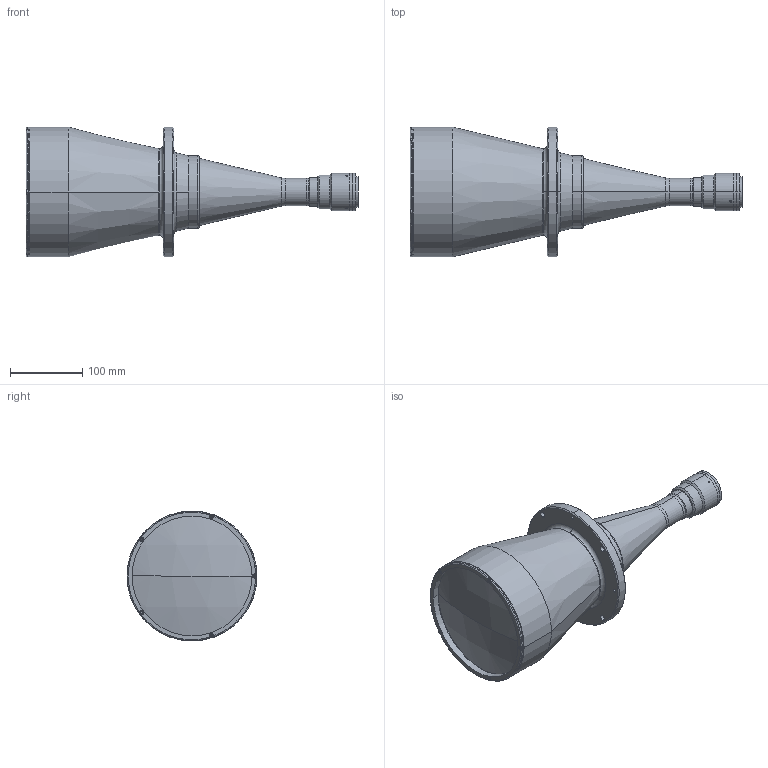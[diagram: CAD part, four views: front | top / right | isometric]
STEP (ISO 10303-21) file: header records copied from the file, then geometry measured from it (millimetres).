
FILE_DESCRIPTION (( 'STEP AP203' ), '1' );
FILE_NAME ('DP71410_TC2MHR120-E.step', '2021-10-04T08:35:13', ( '' ), ( '' ), 'SwSTEP 2.0', 'SolidWorks 2021', '' );
FILE_SCHEMA (( 'CONFIG_CONTROL_DESIGN' ));
Length unit declared in the file: millimetre
Products named in the file (1): DP71410_TC2MHR120-E
Bounding box: 460.16 x 180 x 180 mm (x, y, z)
Surface area: 241651.7 mm2 (no closed solid volume)
Topology: 0 solids, 26 shells, 205 faces, 598 edges, 412 vertices
Faces by surface type: plane 78, cylinder 72, torus 27, cone 26, sphere 2
Entity records: 7255 total; most frequent: CARTESIAN_POINT 1570, DIRECTION 1277, ORIENTED_EDGE 986, EDGE_CURVE 592, AXIS2_PLACEMENT_3D 501, VERTEX_POINT 412, CIRCLE 295, LINE 275
